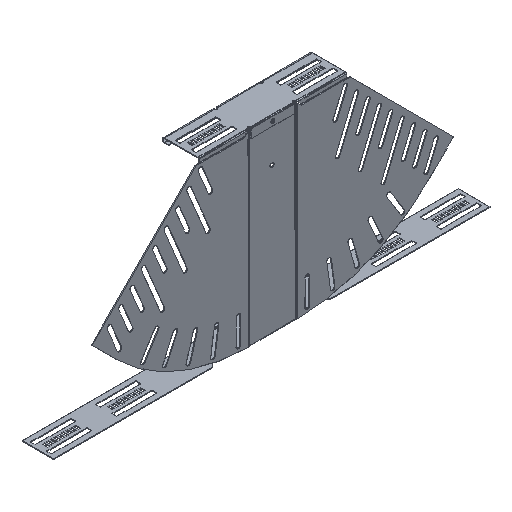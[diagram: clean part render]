
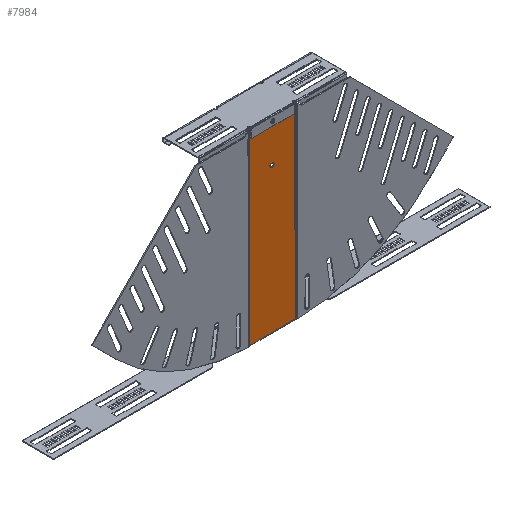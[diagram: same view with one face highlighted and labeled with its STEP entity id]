
A CAD part, isometric view. The second image highlights one B-rep face of the part: STEP entity #7984.
In plain terms, the highlighted planar face has unit normal (0, -1, 0).
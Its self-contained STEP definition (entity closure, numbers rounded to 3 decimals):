
#97 = AXIS2_PLACEMENT_3D ( 'NONE', #7237, #8848, #5937 ) ;
#116 = CARTESIAN_POINT ( 'NONE',  ( 35.586, -1.25, 2.25 ) ) ;
#357 = CIRCLE ( 'NONE', #3923, 3.1 ) ;
#398 = VECTOR ( 'NONE', #7379, 1000. ) ;
#528 = EDGE_LOOP ( 'NONE', ( #8178, #6854 ) ) ;
#644 = CARTESIAN_POINT ( 'NONE',  ( 0., -1.25, -9.6 ) ) ;
#972 = DIRECTION ( 'NONE',  ( 0., 0., 1. ) ) ;
#1183 = CARTESIAN_POINT ( 'NONE',  ( -35.586, -1.25, 2.25 ) ) ;
#1337 = DIRECTION ( 'NONE',  ( 0., 1., 0. ) ) ;
#1946 = VECTOR ( 'NONE', #6263, 1000. ) ;
#2298 = DIRECTION ( 'NONE',  ( 0., 0., 1. ) ) ;
#2311 = FACE_BOUND ( 'NONE', #528, .T. ) ;
#2381 = ORIENTED_EDGE ( 'NONE', *, *, #14179, .T. ) ;
#2676 = CIRCLE ( 'NONE', #14863, 293.75 ) ;
#3005 = CIRCLE ( 'NONE', #97, 3.1 ) ;
#3040 = DIRECTION ( 'NONE',  ( 0., 0., 1. ) ) ;
#3119 = VERTEX_POINT ( 'NONE', #12979 ) ;
#3923 = AXIS2_PLACEMENT_3D ( 'NONE', #15974, #18682, #6518 ) ;
#3997 = CARTESIAN_POINT ( 'NONE',  ( -9.5, -1.25, 0. ) ) ;
#4112 = FACE_OUTER_BOUND ( 'NONE', #8922, .T. ) ;
#4282 = CARTESIAN_POINT ( 'NONE',  ( 0., -1.25, -66.5 ) ) ;
#5338 = PLANE ( 'NONE',  #15080 ) ;
#5937 = DIRECTION ( 'NONE',  ( 0., 0., 1. ) ) ;
#6213 = CIRCLE ( 'NONE', #9412, 293.75 ) ;
#6235 = ORIENTED_EDGE ( 'NONE', *, *, #19562, .F. ) ;
#6263 = DIRECTION ( 'NONE',  ( 0., 0., 1. ) ) ;
#6304 = EDGE_CURVE ( 'NONE', #14955, #6519, #8242, .T. ) ;
#6518 = DIRECTION ( 'NONE',  ( 0., 0., 1. ) ) ;
#6519 = VERTEX_POINT ( 'NONE', #15238 ) ;
#6854 = ORIENTED_EDGE ( 'NONE', *, *, #13034, .T. ) ;
#6960 = ORIENTED_EDGE ( 'NONE', *, *, #12667, .T. ) ;
#7018 = CARTESIAN_POINT ( 'NONE',  ( -35.5, -1.25, 2.25 ) ) ;
#7210 = VERTEX_POINT ( 'NONE', #10475 ) ;
#7212 = CARTESIAN_POINT ( 'NONE',  ( 35.5, -1.25, -291.5 ) ) ;
#7237 = CARTESIAN_POINT ( 'NONE',  ( 0., -1.25, -6.5 ) ) ;
#7279 = VECTOR ( 'NONE', #13648, 1000. ) ;
#7310 = DIRECTION ( 'NONE',  ( 0., 1., 0. ) ) ;
#7379 = DIRECTION ( 'NONE',  ( -1., 0., 0. ) ) ;
#7984 = ADVANCED_FACE ( 'NONE', ( #14665, #4112, #2311 ), #5338, .F. ) ;
#8178 = ORIENTED_EDGE ( 'NONE', *, *, #16718, .T. ) ;
#8234 = DIRECTION ( 'NONE',  ( 0., 1., 0. ) ) ;
#8242 = CIRCLE ( 'NONE', #11438, 3.1 ) ;
#8321 = CARTESIAN_POINT ( 'NONE',  ( -35.5, -1.25, 2.25 ) ) ;
#8528 = ORIENTED_EDGE ( 'NONE', *, *, #13778, .F. ) ;
#8687 = ORIENTED_EDGE ( 'NONE', *, *, #6304, .T. ) ;
#8848 = DIRECTION ( 'NONE',  ( 0., 1., 0. ) ) ;
#8922 = EDGE_LOOP ( 'NONE', ( #8528, #2381, #6960, #19687, #6235, #19391 ) ) ;
#9412 = AXIS2_PLACEMENT_3D ( 'NONE', #8321, #9927, #2298 ) ;
#9927 = DIRECTION ( 'NONE',  ( 0., 1., 0. ) ) ;
#10118 = DIRECTION ( 'NONE',  ( 1., 0., 0. ) ) ;
#10285 = VERTEX_POINT ( 'NONE', #14695 ) ;
#10407 = LINE ( 'NONE', #16549, #398 ) ;
#10475 = CARTESIAN_POINT ( 'NONE',  ( -35.586, -1.25, 0. ) ) ;
#10793 = EDGE_LOOP ( 'NONE', ( #16710, #8687 ) ) ;
#11438 = AXIS2_PLACEMENT_3D ( 'NONE', #14741, #7310, #972 ) ;
#11644 = DIRECTION ( 'NONE',  ( 0., 0., 1. ) ) ;
#11816 = VERTEX_POINT ( 'NONE', #12439 ) ;
#11874 = DIRECTION ( 'NONE',  ( 0., -1., 0. ) ) ;
#12218 = CIRCLE ( 'NONE', #17388, 3.1 ) ;
#12408 = EDGE_CURVE ( 'NONE', #6519, #14955, #12218, .T. ) ;
#12439 = CARTESIAN_POINT ( 'NONE',  ( -35.5, -1.25, -291.5 ) ) ;
#12597 = LINE ( 'NONE', #116, #1946 ) ;
#12667 = EDGE_CURVE ( 'NONE', #3119, #10285, #12597, .T. ) ;
#12979 = CARTESIAN_POINT ( 'NONE',  ( 35.586, -1.25, -291.5 ) ) ;
#13034 = EDGE_CURVE ( 'NONE', #17365, #17175, #357, .T. ) ;
#13054 = CARTESIAN_POINT ( 'NONE',  ( -35.586, -1.25, -291.5 ) ) ;
#13344 = CARTESIAN_POINT ( 'NONE',  ( 0., -1.25, -3.4 ) ) ;
#13648 = DIRECTION ( 'NONE',  ( 0., 0., 1. ) ) ;
#13778 = EDGE_CURVE ( 'NONE', #15940, #11816, #10407, .T. ) ;
#13913 = CARTESIAN_POINT ( 'NONE',  ( 0., -1.25, -69.6 ) ) ;
#14028 = VECTOR ( 'NONE', #10118, 1000. ) ;
#14179 = EDGE_CURVE ( 'NONE', #15940, #3119, #2676, .T. ) ;
#14665 = FACE_BOUND ( 'NONE', #10793, .T. ) ;
#14695 = CARTESIAN_POINT ( 'NONE',  ( 35.586, -1.25, 0. ) ) ;
#14741 = CARTESIAN_POINT ( 'NONE',  ( 0., -1.25, -66.5 ) ) ;
#14863 = AXIS2_PLACEMENT_3D ( 'NONE', #18313, #11874, #3040 ) ;
#14955 = VERTEX_POINT ( 'NONE', #13913 ) ;
#15080 = AXIS2_PLACEMENT_3D ( 'NONE', #7018, #8234, #11644 ) ;
#15238 = CARTESIAN_POINT ( 'NONE',  ( 0., -1.25, -63.4 ) ) ;
#15940 = VERTEX_POINT ( 'NONE', #7212 ) ;
#15974 = CARTESIAN_POINT ( 'NONE',  ( 0., -1.25, -6.5 ) ) ;
#16546 = DIRECTION ( 'NONE',  ( 0., 0., 1. ) ) ;
#16549 = CARTESIAN_POINT ( 'NONE',  ( 0., -1.25, -291.5 ) ) ;
#16710 = ORIENTED_EDGE ( 'NONE', *, *, #12408, .T. ) ;
#16718 = EDGE_CURVE ( 'NONE', #17175, #17365, #3005, .T. ) ;
#16981 = EDGE_CURVE ( 'NONE', #11816, #17189, #6213, .T. ) ;
#17175 = VERTEX_POINT ( 'NONE', #13344 ) ;
#17189 = VERTEX_POINT ( 'NONE', #13054 ) ;
#17365 = VERTEX_POINT ( 'NONE', #644 ) ;
#17388 = AXIS2_PLACEMENT_3D ( 'NONE', #4282, #1337, #16546 ) ;
#18313 = CARTESIAN_POINT ( 'NONE',  ( 35.5, -1.25, 2.25 ) ) ;
#18682 = DIRECTION ( 'NONE',  ( 0., 1., 0. ) ) ;
#18975 = LINE ( 'NONE', #3997, #14028 ) ;
#19391 = ORIENTED_EDGE ( 'NONE', *, *, #16981, .F. ) ;
#19562 = EDGE_CURVE ( 'NONE', #17189, #7210, #19595, .T. ) ;
#19595 = LINE ( 'NONE', #1183, #7279 ) ;
#19687 = ORIENTED_EDGE ( 'NONE', *, *, #19917, .F. ) ;
#19917 = EDGE_CURVE ( 'NONE', #7210, #10285, #18975, .T. ) ;
